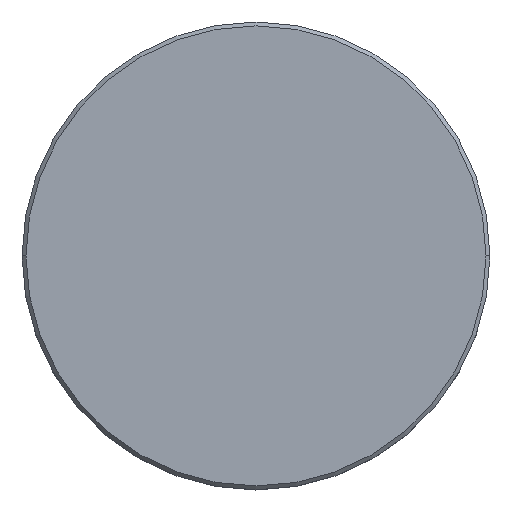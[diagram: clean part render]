
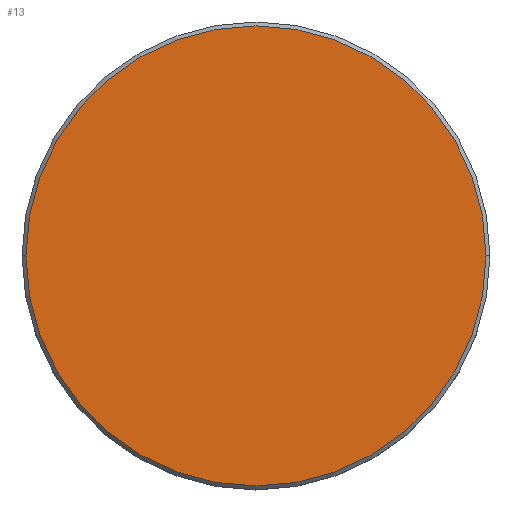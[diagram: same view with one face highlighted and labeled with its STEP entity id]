
A CAD part, top view. The second image highlights one B-rep face of the part: STEP entity #13.
In plain terms, the highlighted planar face has unit normal (0, 0, 1).
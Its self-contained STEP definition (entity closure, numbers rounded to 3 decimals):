
#13 = ADVANCED_FACE ( 'NONE', ( #931 ), #858, .T. ) ;
#47 = DIRECTION ( 'NONE',  ( 1., 0., 0. ) ) ;
#90 = EDGE_LOOP ( 'NONE', ( #777, #695 ) ) ;
#106 = AXIS2_PLACEMENT_3D ( 'NONE', #608, #1056, #879 ) ;
#153 = AXIS2_PLACEMENT_3D ( 'NONE', #620, #733, #987 ) ;
#336 = CARTESIAN_POINT ( 'NONE',  ( 29.5, 0., 0. ) ) ;
#379 = VERTEX_POINT ( 'NONE', #977 ) ;
#383 = EDGE_CURVE ( 'NONE', #1071, #379, #1065, .T. ) ;
#404 = DIRECTION ( 'NONE',  ( 0., 0., 1. ) ) ;
#591 = AXIS2_PLACEMENT_3D ( 'NONE', #1117, #404, #47 ) ;
#608 = CARTESIAN_POINT ( 'NONE',  ( 0., 0., 0. ) ) ;
#615 = CIRCLE ( 'NONE', #591, 29.5 ) ;
#620 = CARTESIAN_POINT ( 'NONE',  ( 0., 0., 0. ) ) ;
#695 = ORIENTED_EDGE ( 'NONE', *, *, #383, .T. ) ;
#733 = DIRECTION ( 'NONE',  ( 0., 0., 1. ) ) ;
#777 = ORIENTED_EDGE ( 'NONE', *, *, #907, .T. ) ;
#858 = PLANE ( 'NONE',  #153 ) ;
#879 = DIRECTION ( 'NONE',  ( 1., 0., 0. ) ) ;
#907 = EDGE_CURVE ( 'NONE', #379, #1071, #615, .T. ) ;
#931 = FACE_OUTER_BOUND ( 'NONE', #90, .T. ) ;
#977 = CARTESIAN_POINT ( 'NONE',  ( -29.5, 0., 0. ) ) ;
#987 = DIRECTION ( 'NONE',  ( 1., 0., 0. ) ) ;
#1056 = DIRECTION ( 'NONE',  ( 0., 0., 1. ) ) ;
#1065 = CIRCLE ( 'NONE', #106, 29.5 ) ;
#1071 = VERTEX_POINT ( 'NONE', #336 ) ;
#1117 = CARTESIAN_POINT ( 'NONE',  ( 0., 0., 0. ) ) ;
